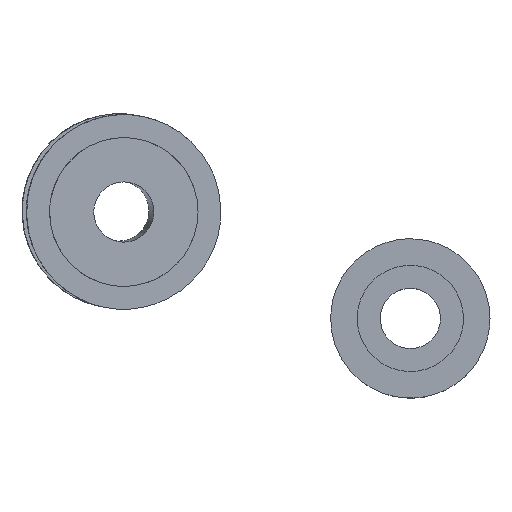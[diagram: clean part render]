
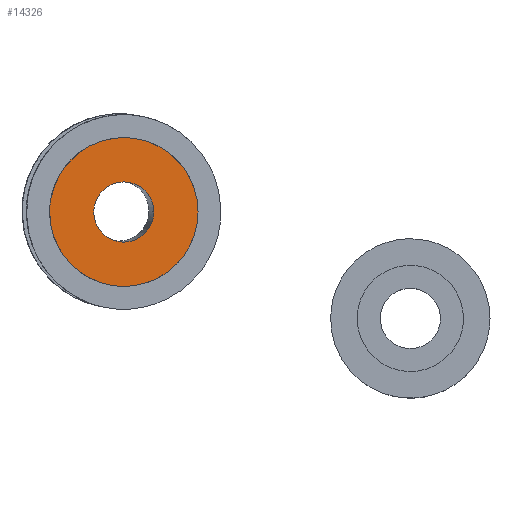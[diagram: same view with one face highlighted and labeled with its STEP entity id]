
A CAD part, top view. The second image highlights one B-rep face of the part: STEP entity #14326.
In plain terms, the highlighted free-form (B-spline) face has degree [1, 1] with [2, 2] control points.
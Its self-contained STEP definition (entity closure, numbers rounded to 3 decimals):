
#6631 = EDGE_CURVE('',#6632,#6634,#6636,.T.);
#6632 = VERTEX_POINT('',#6633);
#6633 = CARTESIAN_POINT('',(-41.158,52.08,
    60.321));
#6634 = VERTEX_POINT('',#6635);
#6635 = CARTESIAN_POINT('',(-80.218,52.059,
    63.014));
#6636 = ( BOUNDED_CURVE() B_SPLINE_CURVE(2,(#6637,#6638,#6639,#6640,
#6641),.UNSPECIFIED.,.F.,.F.) B_SPLINE_CURVE_WITH_KNOTS((3,2,3),(0.,
1.571,3.142),.PIECEWISE_BEZIER_KNOTS.) CURVE() 
GEOMETRIC_REPRESENTATION_ITEM() RATIONAL_B_SPLINE_CURVE((1.,
0.707,1.,0.707,1.)) REPRESENTATION_ITEM('') );
#6637 = CARTESIAN_POINT('',(-41.158,52.08,
    60.321));
#6638 = CARTESIAN_POINT('',(-41.148,71.653,60.624)
  );
#6639 = CARTESIAN_POINT('',(-60.678,71.643,
    61.971));
#6640 = CARTESIAN_POINT('',(-80.207,71.632,
    63.318));
#6641 = CARTESIAN_POINT('',(-80.218,52.059,
    63.014));
#6680 = VERTEX_POINT('',#6681);
#6681 = CARTESIAN_POINT('',(-68.593,52.065,
    62.213));
#6699 = VERTEX_POINT('',#6700);
#6700 = CARTESIAN_POINT('',(-52.783,52.074,
    61.122));
#6705 = EDGE_CURVE('',#6680,#6699,#6706,.T.);
#6706 = ( BOUNDED_CURVE() B_SPLINE_CURVE(2,(#6707,#6708,#6709,#6710,
#6711),.UNSPECIFIED.,.F.,.F.) B_SPLINE_CURVE_WITH_KNOTS((3,2,3),(
    3.142,4.712,6.283),
.PIECEWISE_BEZIER_KNOTS.) CURVE() GEOMETRIC_REPRESENTATION_ITEM() 
RATIONAL_B_SPLINE_CURVE((1.,0.707,1.,0.707,1.)) 
REPRESENTATION_ITEM('') );
#6707 = CARTESIAN_POINT('',(-68.593,52.065,
    62.213));
#6708 = CARTESIAN_POINT('',(-68.597,44.143,
    62.09));
#6709 = CARTESIAN_POINT('',(-60.692,44.147,
    61.545));
#6710 = CARTESIAN_POINT('',(-52.787,44.151,
    61.));
#6711 = CARTESIAN_POINT('',(-52.783,52.074,
    61.122));
#14307 = EDGE_CURVE('',#6699,#6680,#14308,.T.);
#14308 = ( BOUNDED_CURVE() B_SPLINE_CURVE(2,(#14309,#14310,#14311,#14312
,#14313),.UNSPECIFIED.,.F.,.F.) B_SPLINE_CURVE_WITH_KNOTS((3,2,3),(0.,
1.571,3.142),.PIECEWISE_BEZIER_KNOTS.) CURVE() 
GEOMETRIC_REPRESENTATION_ITEM() RATIONAL_B_SPLINE_CURVE((1.,
0.707,1.,0.707,1.)) REPRESENTATION_ITEM('') );
#14309 = CARTESIAN_POINT('',(-52.783,52.074,
    61.122));
#14310 = CARTESIAN_POINT('',(-52.779,59.996,
    61.245));
#14311 = CARTESIAN_POINT('',(-60.684,59.992,
    61.79));
#14312 = CARTESIAN_POINT('',(-68.589,59.988,
    62.336));
#14313 = CARTESIAN_POINT('',(-68.593,52.065,
    62.213));
#14326 = ADVANCED_FACE('',(#14327,#14338),#14342,.T.);
#14327 = FACE_BOUND('',#14328,.T.);
#14328 = EDGE_LOOP('',(#14329,#14337));
#14329 = ORIENTED_EDGE('',*,*,#14330,.T.);
#14330 = EDGE_CURVE('',#6634,#6632,#14331,.T.);
#14331 = ( BOUNDED_CURVE() B_SPLINE_CURVE(2,(#14332,#14333,#14334,#14335
,#14336),.UNSPECIFIED.,.F.,.F.) B_SPLINE_CURVE_WITH_KNOTS((3,2,3),(
    3.142,4.712,6.283),
.PIECEWISE_BEZIER_KNOTS.) CURVE() GEOMETRIC_REPRESENTATION_ITEM() 
RATIONAL_B_SPLINE_CURVE((1.,0.707,1.,0.707,1.)) 
REPRESENTATION_ITEM('') );
#14332 = CARTESIAN_POINT('',(-80.218,52.059,
    63.014));
#14333 = CARTESIAN_POINT('',(-80.228,32.485,
    62.711));
#14334 = CARTESIAN_POINT('',(-60.698,32.496,
    61.364));
#14335 = CARTESIAN_POINT('',(-41.169,32.506,
    60.017));
#14336 = CARTESIAN_POINT('',(-41.158,52.08,
    60.321));
#14337 = ORIENTED_EDGE('',*,*,#6631,.T.);
#14338 = FACE_BOUND('',#14339,.T.);
#14339 = EDGE_LOOP('',(#14340,#14341));
#14340 = ORIENTED_EDGE('',*,*,#6705,.F.);
#14341 = ORIENTED_EDGE('',*,*,#14307,.F.);
#14342 = B_SPLINE_SURFACE_WITH_KNOTS('',1,1,(
    (#14343,#14344)
    ,(#14345,#14346
    )),.UNSPECIFIED.,.F.,.F.,.F.,(2,2),(2,2),(-21.,21.),(-21.,21.),
  .PIECEWISE_BEZIER_KNOTS.);
#14343 = CARTESIAN_POINT('',(-80.228,32.485,
    62.711));
#14344 = CARTESIAN_POINT('',(-80.207,71.632,
    63.318));
#14345 = CARTESIAN_POINT('',(-41.169,32.506,
    60.017));
#14346 = CARTESIAN_POINT('',(-41.148,71.653,60.624)
  );
